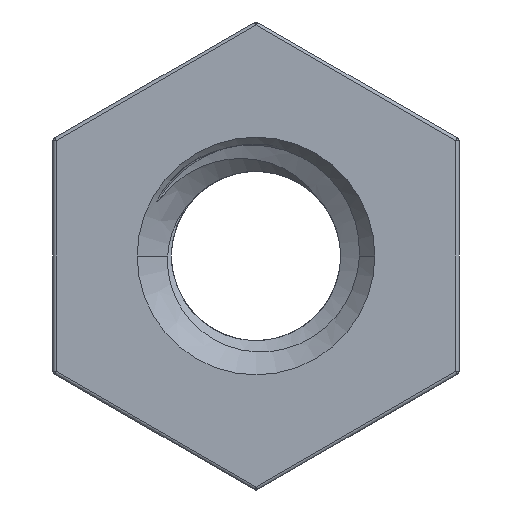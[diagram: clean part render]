
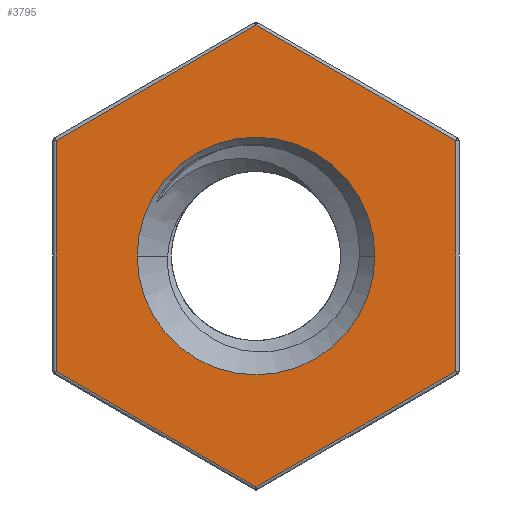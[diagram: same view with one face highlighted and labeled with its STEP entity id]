
A CAD part, left-side view. The second image highlights one B-rep face of the part: STEP entity #3795.
In plain terms, the highlighted planar face has unit normal (-1, 0, 0).
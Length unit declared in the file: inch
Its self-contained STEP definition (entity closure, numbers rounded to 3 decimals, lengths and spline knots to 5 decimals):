
#334=DIRECTION('',(0.,0.,1.));
#335=VECTOR('',#334,0.14203);
#336=CARTESIAN_POINT('',(-0.5,-0.123,-0.07101));
#337=LINE('',#336,#335);
#338=DIRECTION('',(0.,-0.866,0.5));
#339=VECTOR('',#338,0.14203);
#340=CARTESIAN_POINT('',(-0.5,0.,-0.14203));
#341=LINE('',#340,#339);
#342=DIRECTION('',(0.,-0.866,-0.5));
#343=VECTOR('',#342,0.14203);
#344=CARTESIAN_POINT('',(-0.5,0.123,-0.07101));
#345=LINE('',#344,#343);
#346=DIRECTION('',(0.,0.,-1.));
#347=VECTOR('',#346,0.14203);
#348=CARTESIAN_POINT('',(-0.5,0.123,0.07101));
#349=LINE('',#348,#347);
#350=DIRECTION('',(0.,0.866,-0.5));
#351=VECTOR('',#350,0.14203);
#352=CARTESIAN_POINT('',(-0.5,0.,0.14203));
#353=LINE('',#352,#351);
#354=DIRECTION('',(0.,0.866,0.5));
#355=VECTOR('',#354,0.14203);
#356=CARTESIAN_POINT('',(-0.5,-0.123,0.07101));
#357=LINE('',#356,#355);
#358=CARTESIAN_POINT('',(-0.5,0.,0.));
#359=DIRECTION('',(1.,0.,0.));
#360=DIRECTION('',(0.,1.,0.));
#361=AXIS2_PLACEMENT_3D('',#358,#359,#360);
#363=CARTESIAN_POINT('',(-0.5,0.,0.));
#364=DIRECTION('',(1.,0.,0.));
#365=DIRECTION('',(0.,-1.,0.));
#366=AXIS2_PLACEMENT_3D('',#363,#364,#365);
#3387=CARTESIAN_POINT('',(-0.5,-0.123,-0.07101));
#3388=CARTESIAN_POINT('',(-0.5,-0.123,0.07101));
#3389=VERTEX_POINT('',#3387);
#3390=VERTEX_POINT('',#3388);
#3391=CARTESIAN_POINT('',(-0.5,0.,-0.14203));
#3392=VERTEX_POINT('',#3391);
#3393=CARTESIAN_POINT('',(-0.5,0.123,-0.07101));
#3394=VERTEX_POINT('',#3393);
#3395=CARTESIAN_POINT('',(-0.5,0.123,0.07101));
#3396=VERTEX_POINT('',#3395);
#3399=CARTESIAN_POINT('',(-0.5,0.,0.14203));
#3400=VERTEX_POINT('',#3399);
#3401=CARTESIAN_POINT('',(-0.5,0.07314,0.));
#3402=CARTESIAN_POINT('',(-0.5,-0.07314,0.));
#3403=VERTEX_POINT('',#3401);
#3404=VERTEX_POINT('',#3402);
#3771=CARTESIAN_POINT('',(-0.5,0.,0.));
#3772=DIRECTION('',(1.,0.,0.));
#3773=DIRECTION('',(0.,-1.,0.));
#3774=AXIS2_PLACEMENT_3D('',#3771,#3772,#3773);
#3775=PLANE('',#3774);
#3777=ORIENTED_EDGE('',*,*,#3776,.F.);
#3779=ORIENTED_EDGE('',*,*,#3778,.F.);
#3781=ORIENTED_EDGE('',*,*,#3780,.F.);
#3782=ORIENTED_EDGE('',*,*,#3762,.F.);
#3784=ORIENTED_EDGE('',*,*,#3783,.F.);
#3786=ORIENTED_EDGE('',*,*,#3785,.F.);
#3787=EDGE_LOOP('',(#3777,#3779,#3781,#3782,#3784,#3786));
#3788=FACE_OUTER_BOUND('',#3787,.F.);
#3790=ORIENTED_EDGE('',*,*,#3789,.F.);
#3792=ORIENTED_EDGE('',*,*,#3791,.F.);
#3793=EDGE_LOOP('',(#3790,#3792));
#3794=FACE_BOUND('',#3793,.F.);
#362=CIRCLE('',#361,0.07314);
#367=CIRCLE('',#366,0.07314);
#3762=EDGE_CURVE('',#3396,#3394,#349,.T.);
#3776=EDGE_CURVE('',#3389,#3390,#337,.T.);
#3778=EDGE_CURVE('',#3392,#3389,#341,.T.);
#3780=EDGE_CURVE('',#3394,#3392,#345,.T.);
#3783=EDGE_CURVE('',#3400,#3396,#353,.T.);
#3785=EDGE_CURVE('',#3390,#3400,#357,.T.);
#3789=EDGE_CURVE('',#3403,#3404,#362,.T.);
#3791=EDGE_CURVE('',#3404,#3403,#367,.T.);
#3795=ADVANCED_FACE('',(#3788,#3794),#3775,.F.);
